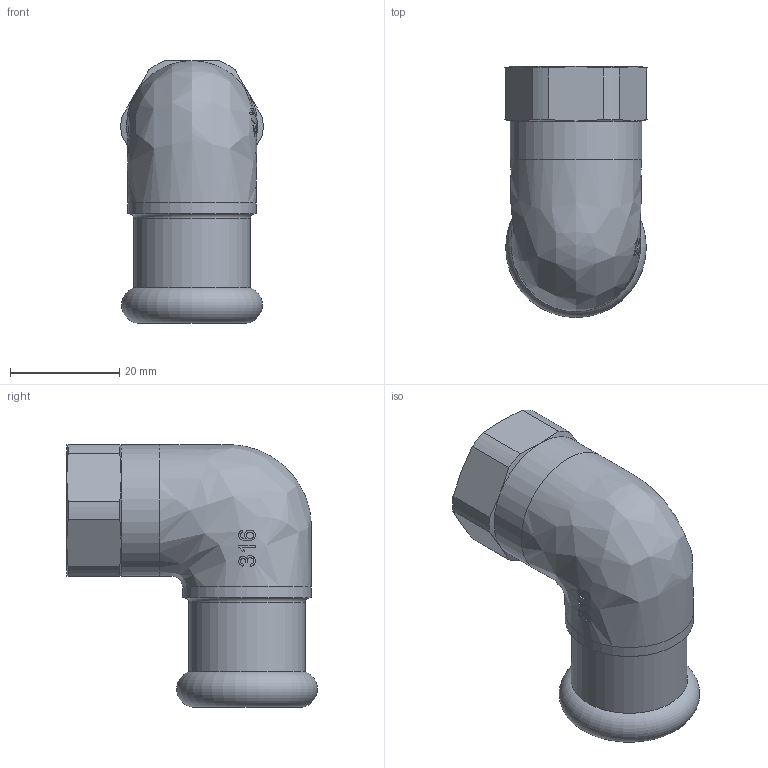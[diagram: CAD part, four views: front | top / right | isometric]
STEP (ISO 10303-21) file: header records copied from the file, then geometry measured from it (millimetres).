
FILE_DESCRIPTION(/* description */ ('Gomito 90° filettato femmina 1/2"x18 (Microfuso) / Elbow adapter 90° with female thread 1/2"x18 (casting)'),/* implementation_level */ '2;1');
FILE_NAME(/* name */ '198102018_Inoxpres.stp',/* time_stamp */ '2022-10-12T16:46:15+02:00',/* author */ ('Vault'),/* organization */ ('Raccorderie metalliche s.p.a. '),/* preprocessor_version */ 'ST-DEVELOPER v18.1',/* originating_system */ 'Autodesk Inventor 2020',/* authorisation */ 'Raccorderie metalliche s.p.a. ');
FILE_SCHEMA (('AUTOMOTIVE_DESIGN { 1 0 10303 214 3 1 1 }'));
Length unit declared in the file: millimetre
Products named in the file (1): 198102018_Inoxpres
Bounding box: 25.98 x 45.86 x 48 mm (x, y, z)
Volume: 12742.3 mm3; surface area: 9158.1 mm2
Topology: 1 solids, 1 shells, 174 faces, 470 edges, 314 vertices
Faces by surface type: bspline 78, plane 62, cylinder 15, cone 13, torus 6
Full cylindrical faces by diameter (mm): 16 x1, 17 x1, 18.3 x1, 18.631 x1, 18.7 x2, 21.3 x1, 23.5 x1, 24 x1
Entity records: 8454 total; most frequent: CARTESIAN_POINT 4704, ORIENTED_EDGE 940, DIRECTION 490, EDGE_CURVE 470, VERTEX_POINT 314, B_SPLINE_CURVE_WITH_KNOTS 230, EDGE_LOOP 192, AXIS2_PLACEMENT_3D 177
